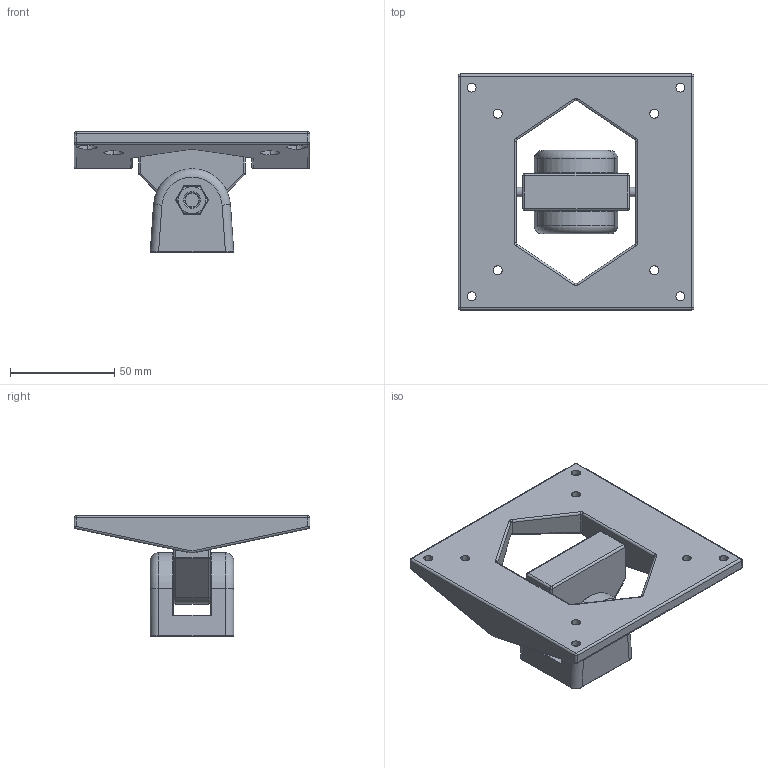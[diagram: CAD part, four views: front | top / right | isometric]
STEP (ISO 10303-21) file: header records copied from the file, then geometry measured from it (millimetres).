
FILE_DESCRIPTION (( 'STEP AP214' ), '1' );
FILE_NAME ('VESA75-100-I.step', '2020-12-01T13:10:26', ( '' ), ( '' ), 'SwSTEP 2.0', 'SolidWorks 2018', '' );
FILE_SCHEMA (( 'AUTOMOTIVE_DESIGN' ));
Length unit declared in the file: millimetre
Products named in the file (1): VESA75-100-I
Bounding box: 113 x 113 x 57.74 mm (x, y, z)
Volume: 153107.7 mm3; surface area: 46140.8 mm2
Topology: 5 solids, 5 shells, 633 faces, 1443 edges, 812 vertices
Faces by surface type: cylinder 253, cone 131, plane 124, torus 54, bspline 48, sphere 23
Entity records: 22970 total; most frequent: CARTESIAN_POINT 5145, DIRECTION 3027, ORIENTED_EDGE 2830, EDGE_CURVE 1415, AXIS2_PLACEMENT_3D 1210, VERTEX_POINT 811, EDGE_LOOP 684, FACE_OUTER_BOUND 633
